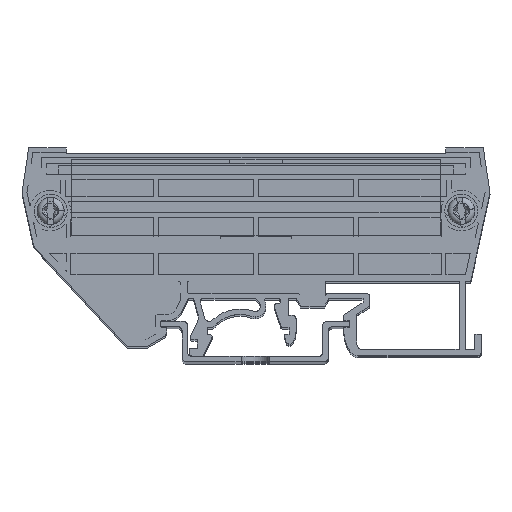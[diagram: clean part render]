
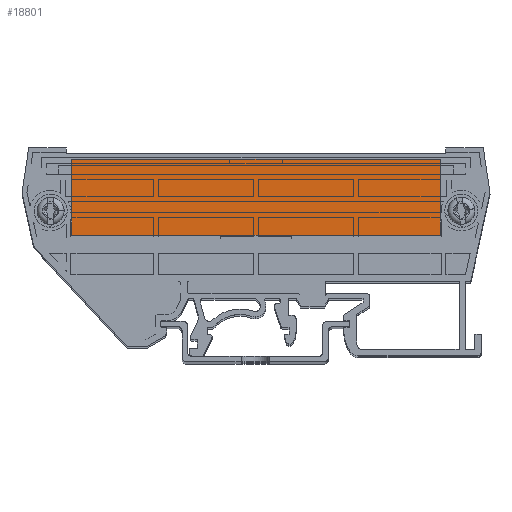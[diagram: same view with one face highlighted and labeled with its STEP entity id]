
A CAD part, top view. The second image highlights one B-rep face of the part: STEP entity #18801.
In plain terms, the highlighted planar face has unit normal (0, 0, 1).
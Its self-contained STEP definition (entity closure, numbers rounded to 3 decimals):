
#977 = EDGE_CURVE ( 'NONE', #19181, #24840, #15354, .T. ) ;
#2912 = CARTESIAN_POINT ( 'NONE',  ( 33.733, 6.95, -0.5 ) ) ;
#2997 = DIRECTION ( 'NONE',  ( -1., 0., 0. ) ) ;
#3595 = VERTEX_POINT ( 'NONE', #11505 ) ;
#5737 = CARTESIAN_POINT ( 'NONE',  ( 33.733, -7.05, -0.5 ) ) ;
#6025 = DIRECTION ( 'NONE',  ( 0., -1., 0. ) ) ;
#6354 = FACE_OUTER_BOUND ( 'NONE', #25892, .T. ) ;
#7530 = LINE ( 'NONE', #12462, #21722 ) ;
#8197 = VERTEX_POINT ( 'NONE', #21765 ) ;
#8230 = EDGE_CURVE ( 'NONE', #8197, #19181, #25194, .T. ) ;
#9713 = VECTOR ( 'NONE', #19797, 1000. ) ;
#10701 = VECTOR ( 'NONE', #6025, 1000. ) ;
#11505 = CARTESIAN_POINT ( 'NONE',  ( 33.733, 6.95, -0.5 ) ) ;
#11816 = AXIS2_PLACEMENT_3D ( 'NONE', #2912, #17080, #2997 ) ;
#12462 = CARTESIAN_POINT ( 'NONE',  ( -34.267, 6.95, -0.5 ) ) ;
#14276 = ORIENTED_EDGE ( 'NONE', *, *, #8230, .T. ) ;
#14667 = EDGE_CURVE ( 'NONE', #24840, #3595, #22709, .T. ) ;
#15184 = ORIENTED_EDGE ( 'NONE', *, *, #14667, .T. ) ;
#15194 = ORIENTED_EDGE ( 'NONE', *, *, #23169, .T. ) ;
#15354 = LINE ( 'NONE', #24069, #9713 ) ;
#16822 = CARTESIAN_POINT ( 'NONE',  ( 33.733, -7.05, -0.5 ) ) ;
#17080 = DIRECTION ( 'NONE',  ( 0., 0., -1. ) ) ;
#17319 = VECTOR ( 'NONE', #23881, 1000. ) ;
#18108 = CARTESIAN_POINT ( 'NONE',  ( -34.267, -7.05, -0.5 ) ) ;
#18801 = ADVANCED_FACE ( 'NONE', ( #6354 ), #20810, .F. ) ;
#19181 = VERTEX_POINT ( 'NONE', #24180 ) ;
#19797 = DIRECTION ( 'NONE',  ( 1., 0., 0. ) ) ;
#20810 = PLANE ( 'NONE',  #11816 ) ;
#21722 = VECTOR ( 'NONE', #26136, 1000. ) ;
#21765 = CARTESIAN_POINT ( 'NONE',  ( -34.267, 6.95, -0.5 ) ) ;
#22329 = ORIENTED_EDGE ( 'NONE', *, *, #977, .T. ) ;
#22709 = LINE ( 'NONE', #5737, #17319 ) ;
#23169 = EDGE_CURVE ( 'NONE', #3595, #8197, #7530, .T. ) ;
#23881 = DIRECTION ( 'NONE',  ( 0., 1., 0. ) ) ;
#24069 = CARTESIAN_POINT ( 'NONE',  ( -34.267, -7.05, -0.5 ) ) ;
#24180 = CARTESIAN_POINT ( 'NONE',  ( -34.267, -7.05, -0.5 ) ) ;
#24840 = VERTEX_POINT ( 'NONE', #16822 ) ;
#25194 = LINE ( 'NONE', #18108, #10701 ) ;
#25892 = EDGE_LOOP ( 'NONE', ( #15184, #15194, #14276, #22329 ) ) ;
#26136 = DIRECTION ( 'NONE',  ( -1., 0., 0. ) ) ;
